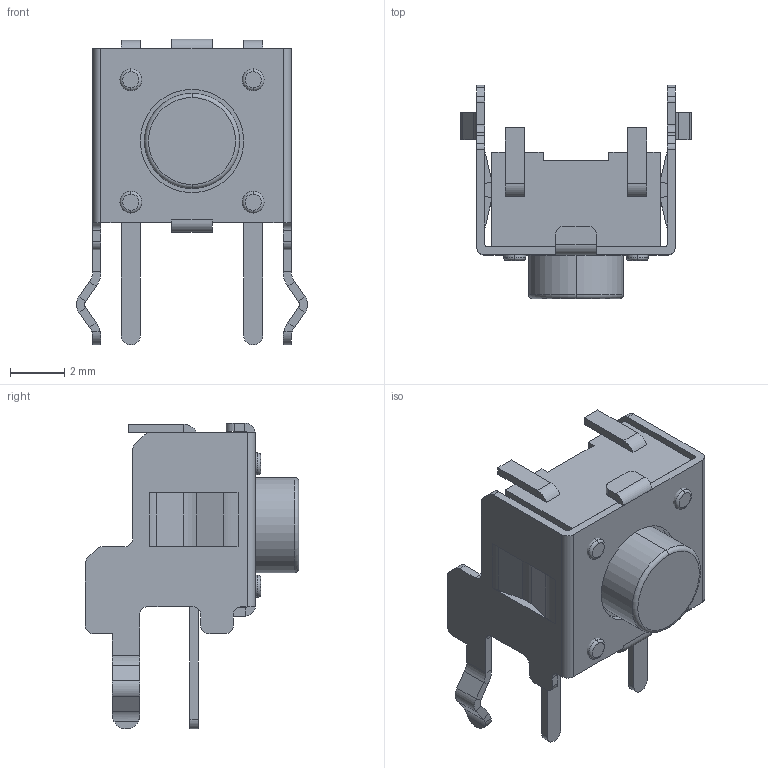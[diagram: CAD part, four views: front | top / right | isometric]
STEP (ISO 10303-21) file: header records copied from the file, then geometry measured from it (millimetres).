
FILE_DESCRIPTION (( 'STEP AP214' ), '1' );
FILE_NAME ('KEY-TH_4P-L7.3-W7.9-H7.4-LS7.0-P4.5.step', '2022-07-02T15:40:18', ( '' ), ( '' ), 'SwSTEP 2.0', 'SolidWorks 2020', '' );
FILE_SCHEMA (( 'AUTOMOTIVE_DESIGN' ));
Length unit declared in the file: millimetre
Products named in the file (1): KEY-TH_4P-L7.3-W7.9-H7.4-LS7.0-P4.5
Bounding box: 8.5 x 7.85 x 11.25 mm (x, y, z)
Volume: 186.4 mm3; surface area: 475 mm2
Topology: 2 solids, 2 shells, 539 faces, 1406 edges, 900 vertices
Faces by surface type: plane 335, bspline 117, cylinder 77, torus 10
Entity records: 22963 total; most frequent: CARTESIAN_POINT 5063, ORIENTED_EDGE 2812, DIRECTION 2198, EDGE_CURVE 1406, LINE 984, VECTOR 984, VERTEX_POINT 900, AXIS2_PLACEMENT_3D 607
